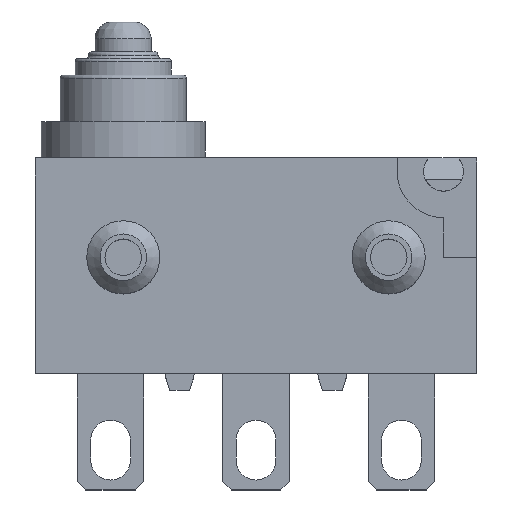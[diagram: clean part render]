
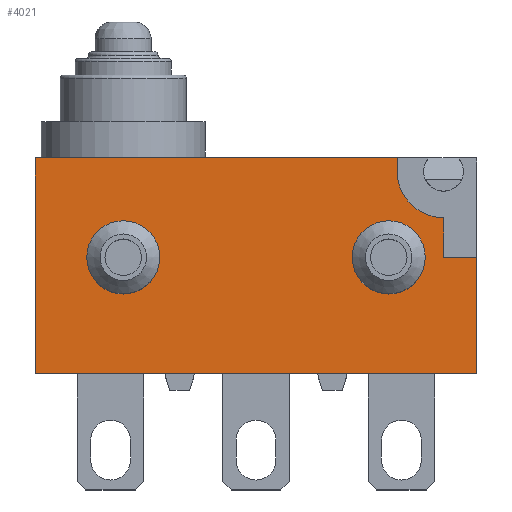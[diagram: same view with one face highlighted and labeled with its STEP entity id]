
A CAD part, top view. The second image highlights one B-rep face of the part: STEP entity #4021.
In plain terms, the highlighted planar face has unit normal (0, 0, 1).
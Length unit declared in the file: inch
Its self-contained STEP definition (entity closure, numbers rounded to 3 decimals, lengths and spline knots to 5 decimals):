
#2914=CARTESIAN_POINT('',(0.20079,0.15748,0.10433));
#2915=VERTEX_POINT('',#2914);
#2916=CARTESIAN_POINT('',(0.15748,0.15748,0.10433));
#2917=DIRECTION('',(0.0,0.0,-1.0));
#2918=DIRECTION('',(-1.0,0.0,0.0));
#2919=AXIS2_PLACEMENT_3D('',#2916,#2917,#2918);
#2920=CIRCLE('',#2919,0.04331);
#2921=EDGE_CURVE('',#2915,#2915,#2920,.T.);
#2982=CARTESIAN_POINT('',(-0.11417,0.15748,0.10433));
#2983=VERTEX_POINT('',#2982);
#2984=CARTESIAN_POINT('',(-0.15748,0.15748,0.10433));
#2985=DIRECTION('',(0.0,0.0,-1.0));
#2986=DIRECTION('',(-1.0,0.0,0.0));
#2987=AXIS2_PLACEMENT_3D('',#2984,#2985,#2986);
#2988=CIRCLE('',#2987,0.04331);
#2989=EDGE_CURVE('',#2983,#2983,#2988,.T.);
#3305=CARTESIAN_POINT('',(0.26181,0.01969,0.10433));
#3306=VERTEX_POINT('',#3305);
#3307=CARTESIAN_POINT('',(-0.26181,0.01969,0.10433));
#3308=VERTEX_POINT('',#3307);
#3309=CARTESIAN_POINT('',(0.26181,0.01969,0.10433));
#3310=DIRECTION('',(-1.0,0.0,0.0));
#3311=VECTOR('',#3310,0.52362);
#3312=LINE('',#3309,#3311);
#3313=EDGE_CURVE('',#3306,#3308,#3312,.T.);
#3482=CARTESIAN_POINT('',(-0.26181,0.27559,0.10433));
#3483=VERTEX_POINT('',#3482);
#3490=CARTESIAN_POINT('',(0.16732,0.27559,0.10433));
#3491=VERTEX_POINT('',#3490);
#3492=CARTESIAN_POINT('',(-0.26181,0.27559,0.10433));
#3493=DIRECTION('',(1.0,0.0,0.0));
#3494=VECTOR('',#3493,0.42913);
#3495=LINE('',#3492,#3494);
#3496=EDGE_CURVE('',#3483,#3491,#3495,.T.);
#3818=CARTESIAN_POINT('',(0.26181,0.15748,0.10433));
#3819=VERTEX_POINT('',#3818);
#3826=CARTESIAN_POINT('',(0.26181,0.15748,0.10433));
#3827=DIRECTION('',(0.0,-1.0,0.0));
#3828=VECTOR('',#3827,0.1378);
#3829=LINE('',#3826,#3828);
#3830=EDGE_CURVE('',#3819,#3306,#3829,.T.);
#3866=CARTESIAN_POINT('',(0.16732,0.25984,0.10433));
#3867=VERTEX_POINT('',#3866);
#3868=CARTESIAN_POINT('',(0.16732,0.25984,0.10433));
#3869=DIRECTION('',(0.0,1.0,0.0));
#3870=VECTOR('',#3869,0.01575);
#3871=LINE('',#3868,#3870);
#3872=EDGE_CURVE('',#3867,#3491,#3871,.T.);
#3898=CARTESIAN_POINT('',(0.22244,0.20472,0.10433));
#3899=VERTEX_POINT('',#3898);
#3900=CARTESIAN_POINT('',(0.22244,0.25984,0.10433));
#3901=DIRECTION('',(0.0,0.0,-1.0));
#3902=DIRECTION('',(-1.0,0.0,0.0));
#3903=AXIS2_PLACEMENT_3D('',#3900,#3901,#3902);
#3904=CIRCLE('',#3903,0.05512);
#3905=EDGE_CURVE('',#3899,#3867,#3904,.T.);
#3930=CARTESIAN_POINT('',(0.22244,0.15748,0.10433));
#3931=VERTEX_POINT('',#3930);
#3932=CARTESIAN_POINT('',(0.22244,0.15748,0.10433));
#3933=DIRECTION('',(0.0,1.0,0.0));
#3934=VECTOR('',#3933,0.04724);
#3935=LINE('',#3932,#3934);
#3936=EDGE_CURVE('',#3931,#3899,#3935,.T.);
#3959=CARTESIAN_POINT('',(0.26181,0.15748,0.10433));
#3960=DIRECTION('',(-1.0,0.0,0.0));
#3961=VECTOR('',#3960,0.03937);
#3962=LINE('',#3959,#3961);
#3963=EDGE_CURVE('',#3819,#3931,#3962,.T.);
#3995=CARTESIAN_POINT('',(-0.28799,0.00689,0.10433));
#3996=DIRECTION('',(0.0,0.0,1.0));
#3997=DIRECTION('',(1.0,0.0,0.0));
#3998=AXIS2_PLACEMENT_3D('',#3995,#3996,#3997);
#3999=PLANE('',#3998);
#4000=ORIENTED_EDGE('',*,*,#3963,.T.);
#4001=ORIENTED_EDGE('',*,*,#3936,.T.);
#4002=ORIENTED_EDGE('',*,*,#3905,.T.);
#4003=ORIENTED_EDGE('',*,*,#3872,.T.);
#4004=ORIENTED_EDGE('',*,*,#3496,.F.);
#4005=CARTESIAN_POINT('',(-0.26181,0.01969,0.10433));
#4006=DIRECTION('',(0.0,1.0,0.0));
#4007=VECTOR('',#4006,0.25591);
#4008=LINE('',#4005,#4007);
#4009=EDGE_CURVE('',#3308,#3483,#4008,.T.);
#4010=ORIENTED_EDGE('',*,*,#4009,.F.);
#4011=ORIENTED_EDGE('',*,*,#3313,.F.);
#4012=ORIENTED_EDGE('',*,*,#3830,.F.);
#4013=EDGE_LOOP('',(#4000,#4001,#4002,#4003,#4004,#4010,#4011,#4012));
#4014=FACE_OUTER_BOUND('',#4013,.T.);
#4015=ORIENTED_EDGE('',*,*,#2989,.T.);
#4016=EDGE_LOOP('',(#4015));
#4017=FACE_BOUND('',#4016,.T.);
#4018=ORIENTED_EDGE('',*,*,#2921,.T.);
#4019=EDGE_LOOP('',(#4018));
#4020=FACE_BOUND('',#4019,.T.);
#4021=ADVANCED_FACE('',(#4014,#4017,#4020),#3999,.T.);
